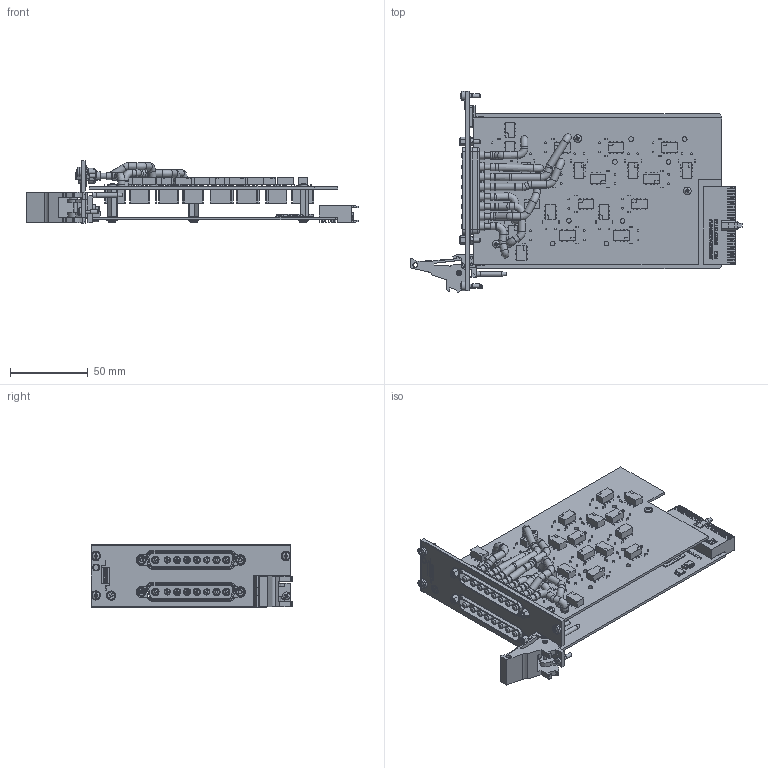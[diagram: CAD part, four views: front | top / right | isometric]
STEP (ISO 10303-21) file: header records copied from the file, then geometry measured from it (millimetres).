
FILE_DESCRIPTION (( 'STEP AP214' ), '1' );
FILE_NAME ('40-194-002 Cpmplete Assem.STEP', '2013-09-20T10:10:10', ( 'admin' ), ( '' ), 'SwSTEP 2.0', 'SolidWorks 2012', '' );
FILE_SCHEMA (( 'AUTOMOTIVE_DESIGN' ));
Length unit declared in the file: millimetre
Products named in the file (1): 40-194-002 Cpmplete Assem
Bounding box: 213.98 x 129.87 x 40 mm (x, y, z)
Surface area: 113166.3 mm2 (no closed solid volume)
Topology: 0 solids, 570 shells, 3125 faces, 11563 edges, 8625 vertices
Faces by surface type: plane 2295, cylinder 638, torus 78, cone 59, sphere 48, bspline 7
Full cylindrical faces by diameter (mm): 0.6 x110, 1 x41, 1.35 x20, 1.496 x1, 2 x8, 2.05 x5, 2.5 x7, 2.7 x1, 2.8 x1, 3 x15, 3.5 x16, 3.6 x8, 3.665 x1, 4 x9, 4.35 x1, 4.6 x52, 4.7 x1, 4.85 x5, 5 x7, 5.3 x3, 5.5 x8, 5.9 x1, 6 x7, 6.8 x3
Entity records: 156205 total; most frequent: CARTESIAN_POINT 30015, DIRECTION 18351, ORIENTED_EDGE 15226, EDGE_CURVE 10829, VERTEX_POINT 8414, LINE 8393, VECTOR 8393, AXIS2_PLACEMENT_3D 4979
